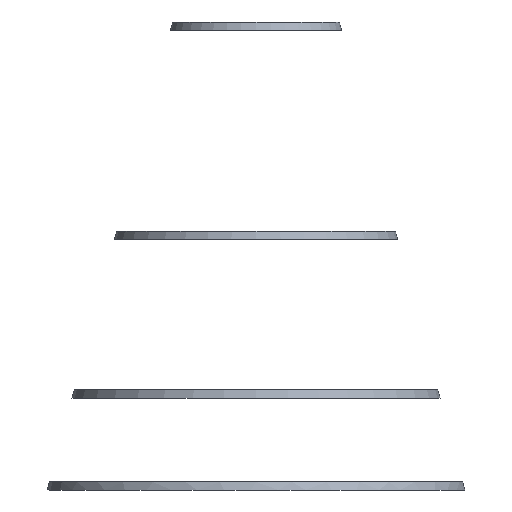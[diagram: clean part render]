
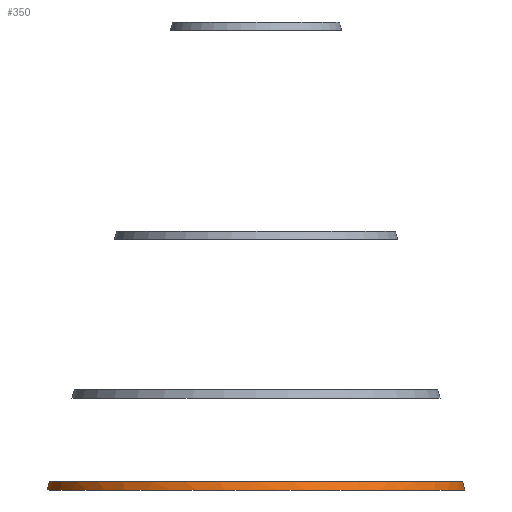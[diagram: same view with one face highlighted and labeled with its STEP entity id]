
A CAD part, front view. The second image highlights one B-rep face of the part: STEP entity #350.
In plain terms, the highlighted conical face has half-angle 14.995 degrees and reference radius 124.9 mm.
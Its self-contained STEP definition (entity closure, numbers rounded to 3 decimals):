
#137=CARTESIAN_POINT('Axis2P3D Location',(0.,0.,0.)) ;
#200=CARTESIAN_POINT('Vertex',(-123.606,0.,4.83)) ;
#226=CARTESIAN_POINT('Vertex',(-124.9,0.,0.)) ;
#230=CARTESIAN_POINT('Control Point',(-124.9,0.,0.)) ;
#231=CARTESIAN_POINT('Control Point',(-124.253,0.,2.415)) ;
#232=CARTESIAN_POINT('Control Point',(-123.606,0.,4.83)) ;
#285=CARTESIAN_POINT('Vertex',(123.606,0.,4.83)) ;
#289=CARTESIAN_POINT('Control Point',(124.9,0.,0.)) ;
#290=CARTESIAN_POINT('Control Point',(124.641,0.,0.966)) ;
#291=CARTESIAN_POINT('Control Point',(124.383,0.,1.932)) ;
#292=CARTESIAN_POINT('Control Point',(124.124,0.,2.898)) ;
#293=CARTESIAN_POINT('Control Point',(123.865,0.,3.864)) ;
#294=CARTESIAN_POINT('Control Point',(123.606,0.,4.83)) ;
#295=CARTESIAN_POINT('Vertex',(124.9,0.,0.)) ;
#313=CARTESIAN_POINT('Axis2P3D Location',(0.,0.,4.83)) ;
#319=CARTESIAN_POINT('Control Point',(-124.9,0.,0.)) ;
#320=CARTESIAN_POINT('Control Point',(-124.9,-10.955,0.)) ;
#321=CARTESIAN_POINT('Control Point',(-123.699,-21.911,0.)) ;
#322=CARTESIAN_POINT('Control Point',(-121.296,-32.691,0.)) ;
#323=CARTESIAN_POINT('Control Point',(-114.167,-53.549,0.)) ;
#324=CARTESIAN_POINT('Control Point',(-102.687,-72.366,0.)) ;
#325=CARTESIAN_POINT('Control Point',(-95.934,-81.106,0.)) ;
#326=CARTESIAN_POINT('Control Point',(-80.622,-96.962,0.)) ;
#327=CARTESIAN_POINT('Control Point',(-62.238,-109.124,0.)) ;
#328=CARTESIAN_POINT('Control Point',(-52.412,-114.168,0.)) ;
#329=CARTESIAN_POINT('Control Point',(-31.816,-122.022,0.)) ;
#330=CARTESIAN_POINT('Control Point',(-10.007,-125.225,0.)) ;
#331=CARTESIAN_POINT('Control Point',(1.031,-125.62,0.)) ;
#332=CARTESIAN_POINT('Control Point',(23.012,-123.984,0.)) ;
#333=CARTESIAN_POINT('Control Point',(44.117,-117.623,0.)) ;
#334=CARTESIAN_POINT('Control Point',(54.278,-113.293,0.)) ;
#335=CARTESIAN_POINT('Control Point',(73.485,-102.477,0.)) ;
#336=CARTESIAN_POINT('Control Point',(89.891,-87.756,0.)) ;
#337=CARTESIAN_POINT('Control Point',(97.252,-79.521,0.)) ;
#338=CARTESIAN_POINT('Control Point',(111.091,-60.109,0.)) ;
#339=CARTESIAN_POINT('Control Point',(120.024,-37.952,0.)) ;
#340=CARTESIAN_POINT('Control Point',(123.275,-25.485,0.)) ;
#341=CARTESIAN_POINT('Control Point',(124.9,-12.742,0.)) ;
#342=CARTESIAN_POINT('Control Point',(124.9,0.,0.)) ;
#138=DIRECTION('Axis2P3D Direction',(0.,0.,-1.)) ;
#139=DIRECTION('Axis2P3D XDirection',(-1.,0.,0.)) ;
#314=DIRECTION('Axis2P3D Direction',(0.,0.,1.)) ;
#140=AXIS2_PLACEMENT_3D('Cone Axis2P3D',#137,#138,#139) ;
#315=AXIS2_PLACEMENT_3D('Circle Axis2P3D',#313,#314,$) ;
#345=ORIENTED_EDGE('',*,*,#317,.F.) ;
#346=ORIENTED_EDGE('',*,*,#233,.F.) ;
#347=ORIENTED_EDGE('',*,*,#343,.T.) ;
#348=ORIENTED_EDGE('',*,*,#297,.T.) ;
#350=ADVANCED_FACE('Split.3',(#349),#141,.T.) ;
#229=B_SPLINE_CURVE_WITH_KNOTS('',2,(#230,#231,#232),.UNSPECIFIED.,.F.,.U.,(3,3),(-144.935,-139.935),.UNSPECIFIED.) ;
#288=B_SPLINE_CURVE_WITH_KNOTS('',5,(#289,#290,#291,#292,#293,#294),.UNSPECIFIED.,.F.,.U.,(6,6),(0.,5.007),.UNSPECIFIED.) ;
#318=B_SPLINE_CURVE_WITH_KNOTS('',5,(#319,#320,#321,#322,#323,#324,#325,#326,#327,#328,#329,#330,#331,#332,#333,#334,#335,#336,#337,#338,#339,#340,#341,#342),.UNSPECIFIED.,.F.,.U.,(6,3,3,3,3,3,3,6),(0.,77.467,154.935,232.404,309.872,387.34,464.809,554.911),.UNSPECIFIED.) ;
#316=CIRCLE('generated circle',#315,123.606) ;
#141=CONICAL_SURFACE('Cone',#140,124.9,0.262) ;
#233=EDGE_CURVE('',#227,#201,#229,.T.) ;
#297=EDGE_CURVE('',#296,#286,#288,.T.) ;
#317=EDGE_CURVE('',#201,#286,#316,.T.) ;
#343=EDGE_CURVE('',#227,#296,#318,.T.) ;
#344=EDGE_LOOP('',(#345,#346,#347,#348)) ;
#349=FACE_OUTER_BOUND('',#344,.T.) ;
#201=VERTEX_POINT('',#200) ;
#227=VERTEX_POINT('',#226) ;
#286=VERTEX_POINT('',#285) ;
#296=VERTEX_POINT('',#295) ;
